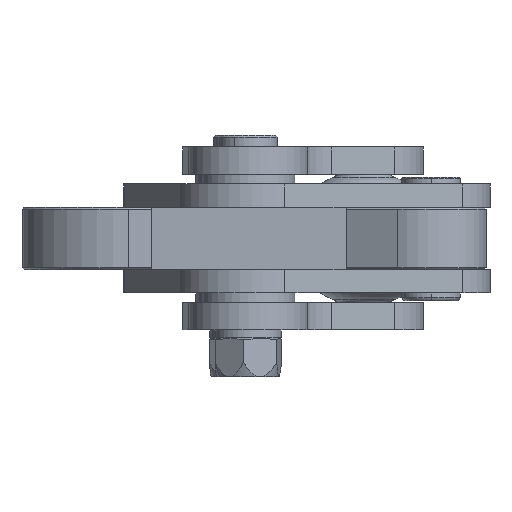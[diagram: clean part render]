
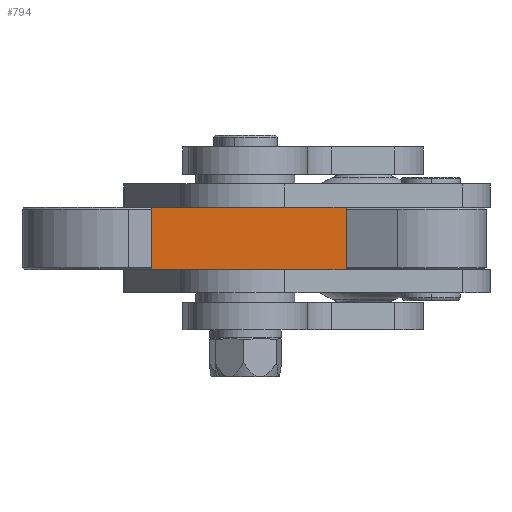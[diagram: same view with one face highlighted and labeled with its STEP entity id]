
A CAD part, front view. The second image highlights one B-rep face of the part: STEP entity #794.
In plain terms, the highlighted planar face has unit normal (0.003, -1, 0).
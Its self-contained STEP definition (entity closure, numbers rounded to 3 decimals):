
#134 = EDGE_CURVE ( 'NONE', #6332, #5224, #6945, .T. ) ;
#139 = EDGE_CURVE ( 'NONE', #6383, #4801, #6955, .T. ) ;
#144 = EDGE_CURVE ( 'NONE', #5224, #4801, #6963, .T. ) ;
#145 = EDGE_CURVE ( 'NONE', #6332, #6383, #6964, .T. ) ;
#437 = DIRECTION ( 'NONE',  ( 0., 0., -1. ) ) ;
#440 = CARTESIAN_POINT ( 'NONE',  ( 0., 0., 16. ) ) ;
#618 = CARTESIAN_POINT ( 'NONE',  ( 50., 0., 16. ) ) ;
#624 = DIRECTION ( 'NONE',  ( 1., 0., 0. ) ) ;
#627 = CARTESIAN_POINT ( 'NONE',  ( 50., 0., 0. ) ) ;
#628 = DIRECTION ( 'NONE',  ( 1., 0., 0. ) ) ;
#640 = CARTESIAN_POINT ( 'NONE',  ( 50., 0., 16. ) ) ;
#649 = DIRECTION ( 'NONE',  ( 0., 0., -1. ) ) ;
#794 = ADVANCED_FACE ( 'NONE', ( #7435 ), #10374, .F. ) ;
#1646 = EDGE_LOOP ( 'NONE', ( #16539, #16540, #8684, #8686 ) ) ;
#4801 = VERTEX_POINT ( 'NONE', #26655 ) ;
#5224 = VERTEX_POINT ( 'NONE', #15334 ) ;
#6332 = VERTEX_POINT ( 'NONE', #21534 ) ;
#6383 = VERTEX_POINT ( 'NONE', #21585 ) ;
#6945 = LINE ( 'NONE', #618, #6949 ) ;
#6949 = VECTOR ( 'NONE', #624, 1000. ) ;
#6955 = LINE ( 'NONE', #627, #6957 ) ;
#6957 = VECTOR ( 'NONE', #628, 1000. ) ;
#6963 = LINE ( 'NONE', #640, #6965 ) ;
#6964 = LINE ( 'NONE', #440, #6967 ) ;
#6965 = VECTOR ( 'NONE', #649, 1000. ) ;
#6967 = VECTOR ( 'NONE', #437, 1000. ) ;
#7435 = FACE_OUTER_BOUND ( 'NONE', #1646, .T. ) ;
#8684 = ORIENTED_EDGE ( 'NONE', *, *, #134, .F. ) ;
#8686 = ORIENTED_EDGE ( 'NONE', *, *, #145, .T. ) ;
#10371 = CARTESIAN_POINT ( 'NONE',  ( 50., 0., 16. ) ) ;
#10374 = PLANE ( 'NONE',  #11382 ) ;
#10376 = DIRECTION ( 'NONE',  ( 0., 1., 0. ) ) ;
#10377 = DIRECTION ( 'NONE',  ( -1., 0., 0. ) ) ;
#11382 = AXIS2_PLACEMENT_3D ( 'NONE', #10371, #10376, #10377 ) ;
#15334 = CARTESIAN_POINT ( 'NONE',  ( 50., 0., 16. ) ) ;
#16539 = ORIENTED_EDGE ( 'NONE', *, *, #139, .T. ) ;
#16540 = ORIENTED_EDGE ( 'NONE', *, *, #144, .F. ) ;
#21534 = CARTESIAN_POINT ( 'NONE',  ( 0., 0., 16. ) ) ;
#21585 = CARTESIAN_POINT ( 'NONE',  ( 0., 0., 0. ) ) ;
#26655 = CARTESIAN_POINT ( 'NONE',  ( 50., 0., 0. ) ) ;
